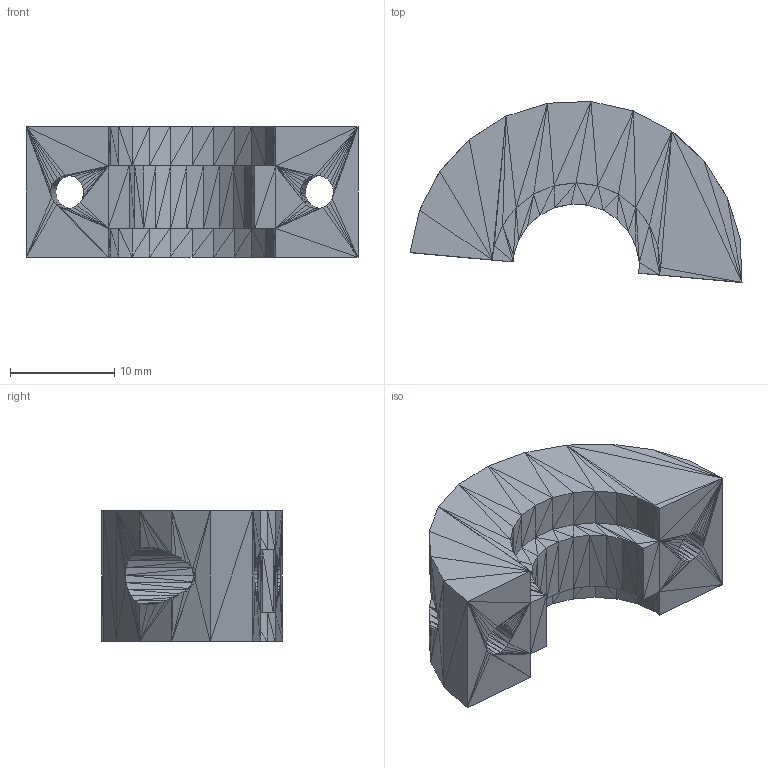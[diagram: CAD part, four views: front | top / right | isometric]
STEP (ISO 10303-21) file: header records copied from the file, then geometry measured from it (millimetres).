
FILE_DESCRIPTION (( 'STEP AP214' ), '1' );
FILE_NAME ('HotEndHolderClip.STEP', '2015-09-14T16:35:45', ( '' ), ( '' ), 'SwSTEP 2.0', 'SolidWorks 2014', '' );
FILE_SCHEMA (( 'AUTOMOTIVE_DESIGN' ));
Length unit declared in the file: millimetre
Products named in the file (1): HotEndHolderClip
Bounding box: 31.87 x 17.37 x 12.5 mm (x, y, z)
Volume: 3650.6 mm3; surface area: 2008.8 mm2
Topology: 1 solids, 1 shells, 634 faces, 951 edges, 315 vertices
Faces by surface type: plane 634
Entity records: 12401 total; most frequent: DIRECTION 2221, ORIENTED_EDGE 1902, CARTESIAN_POINT 1901, VECTOR 951, LINE 951, EDGE_CURVE 951, AXIS2_PLACEMENT_3D 635, PLANE 634
